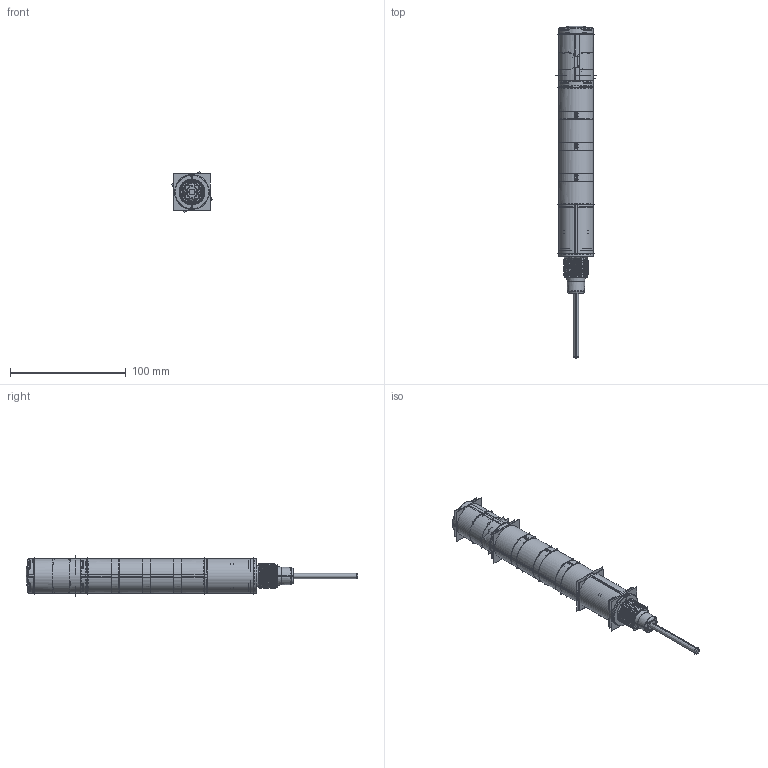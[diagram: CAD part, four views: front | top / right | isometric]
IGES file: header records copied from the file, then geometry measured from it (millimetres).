
Start section:  PTC IGES file: 204601.igs
Global section: file name: 204601.igs; native system: Creo Parametric by PTC Inc.; preprocessor: 2016260; author: pdmadmin; organization: Unknown; date: 20180509.143044; units: millimetre
Bounding box: 34.96 x 287.13 x 35 mm (x, y, z)
Volume: 69674.8 mm3; surface area: 350017.1 mm2
Topology: 17 solids, 17 shells, 4490 faces, 21522 edges, 26493 vertices
Faces by surface type: bspline 2660, revolution 1830
